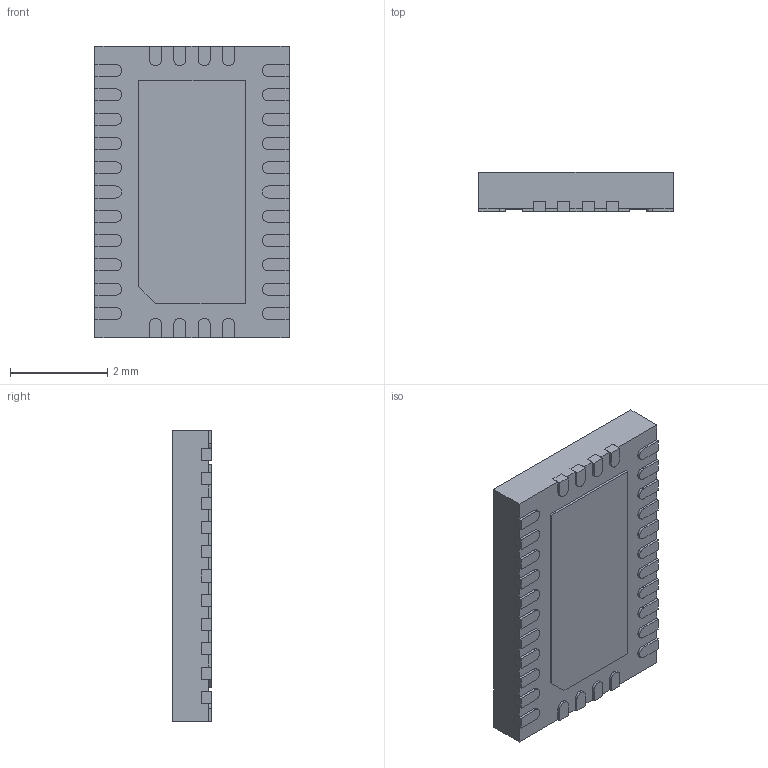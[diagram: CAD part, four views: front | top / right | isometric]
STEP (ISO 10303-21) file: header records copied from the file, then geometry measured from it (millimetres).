
FILE_DESCRIPTION (( 'STEP AP214' ), '1' );
FILE_NAME ('RNP30.STEP', '2020-08-07T16:51:49', ( '' ), ( '' ), 'SwSTEP 2.0', 'SolidWorks 2017', '' );
FILE_SCHEMA (( 'AUTOMOTIVE_DESIGN' ));
Length unit declared in the file: millimetre
Products named in the file (1): RNP30
Bounding box: 4 x 0.8 x 6 mm (x, y, z)
Volume: 18.7 mm3; surface area: 108.1 mm2
Topology: 33 solids, 33 shells, 334 faces, 798 edges, 532 vertices
Faces by surface type: plane 262, cylinder 72
Entity records: 11501 total; most frequent: CARTESIAN_POINT 1665, DIRECTION 1612, ORIENTED_EDGE 1596, EDGE_CURVE 798, LINE 654, VECTOR 654, VERTEX_POINT 532, AXIS2_PLACEMENT_3D 479
